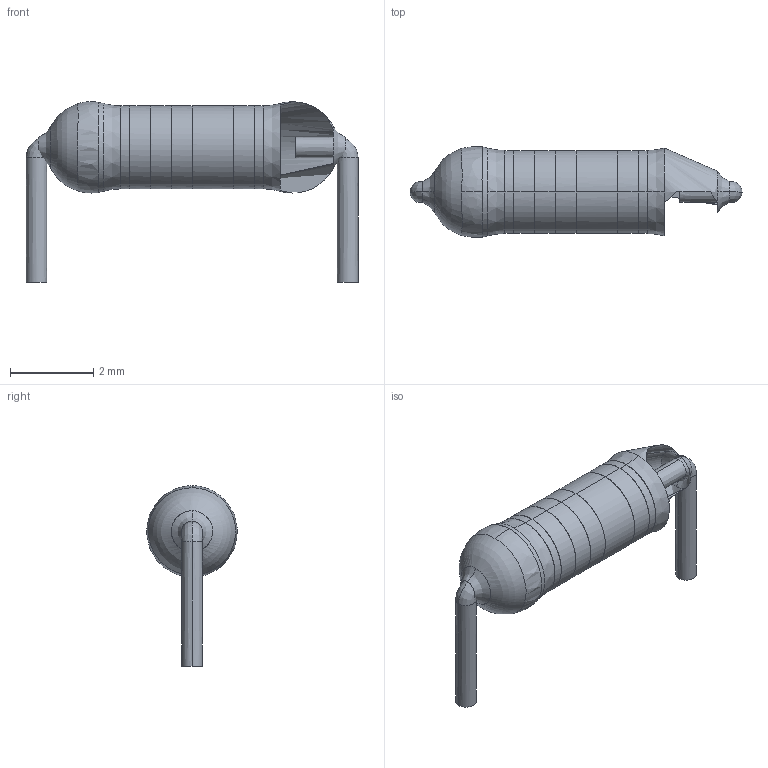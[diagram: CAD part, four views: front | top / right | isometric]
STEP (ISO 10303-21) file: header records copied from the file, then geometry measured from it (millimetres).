
FILE_DESCRIPTION(/* description */ (''),/* implementation_level */ '2;1');
FILE_NAME(/* name */ 'Res300',/* time_stamp */ '2020-10-26T10:42:39-03:00',/* author */ (''),/* organization */ (''),/* preprocessor_version */ 'ST-DEVELOPER v14',/* originating_system */ '',/* authorisation */ '');
FILE_SCHEMA (('CONFIG_CONTROL_DESIGN'));
Length unit declared in the file: millimetre
Products named in the file (1): Document
Bounding box: 8 x 2.2 x 4.35 mm (x, y, z)
Volume: 1.7 mm3; surface area: 77.2 mm2
Topology: 2 solids, 18 shells, 45 faces, 160 edges, 108 vertices
Faces by surface type: bspline 41, plane 4
Entity records: 4614 total; most frequent: CARTESIAN_POINT 3821, ORIENTED_EDGE 208, EDGE_CURVE 148, VERTEX_POINT 108, EDGE_LOOP 47, B_SPLINE_CURVE_WITH_KNOTS 47, ADVANCED_FACE 45, FACE_OUTER_BOUND 45
